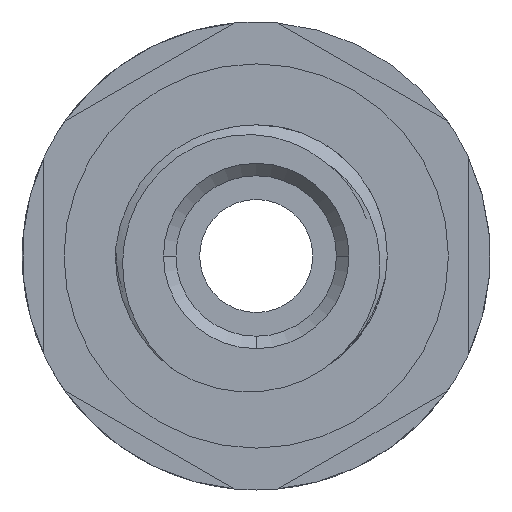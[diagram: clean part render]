
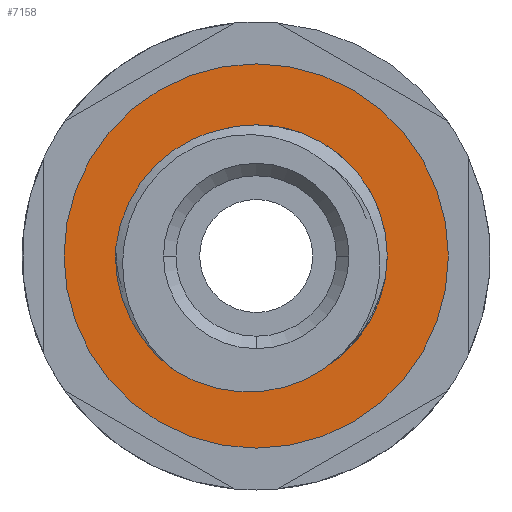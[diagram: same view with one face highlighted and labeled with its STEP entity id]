
A CAD part, front view. The second image highlights one B-rep face of the part: STEP entity #7158.
In plain terms, the highlighted planar face has unit normal (0, -1, 0).
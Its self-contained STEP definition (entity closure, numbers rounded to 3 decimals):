
#520 = CARTESIAN_POINT ( 'NONE',  ( -6.213, 0.2, 0.391 ) ) ;
#606 = CARTESIAN_POINT ( 'NONE',  ( -5.732, 0.2, -2.064 ) ) ;
#791 = CARTESIAN_POINT ( 'NONE',  ( -3.608, 0.2, -4.664 ) ) ;
#883 = ORIENTED_EDGE ( 'NONE', *, *, #2860, .T. ) ;
#1747 = DIRECTION ( 'NONE',  ( 0., 0., 1. ) ) ;
#1845 = CARTESIAN_POINT ( 'NONE',  ( -3.355, 0.2, -4.828 ) ) ;
#1916 = ORIENTED_EDGE ( 'NONE', *, *, #3557, .T. ) ;
#1940 = CARTESIAN_POINT ( 'NONE',  ( -4.945, 0.2, -3.404 ) ) ;
#2026 = VERTEX_POINT ( 'NONE', #4285 ) ;
#2205 = CARTESIAN_POINT ( 'NONE',  ( -5.846, 0.2, -1.776 ) ) ;
#2344 = CARTESIAN_POINT ( 'NONE',  ( -3.527, 0.2, 4.77 ) ) ;
#2578 = FACE_OUTER_BOUND ( 'NONE', #3883, .T. ) ;
#2860 = EDGE_CURVE ( 'NONE', #12836, #3055, #3392, .T. ) ;
#2960 = ORIENTED_EDGE ( 'NONE', *, *, #13911, .T. ) ;
#3055 = VERTEX_POINT ( 'NONE', #6816 ) ;
#3078 = CIRCLE ( 'NONE', #12455, 5.8 ) ;
#3361 = CARTESIAN_POINT ( 'NONE',  ( -6.218, 0.2, -0.246 ) ) ;
#3392 = B_SPLINE_CURVE_WITH_KNOTS ( 'NONE', 3,
 ( #11767, #5022, #3685, #7787, #11420, #7623, #15622, #15888, #11683, #14540, #7438, #17128, #2344, #10270, #13189, #12848 ),
 .UNSPECIFIED., .F., .F.,
 ( 4, 2, 2, 2, 2, 2, 2, 4 ),
 ( 0., 0.125, 0.25, 0.375, 0.5, 0.625, 0.75, 1. ),
 .UNSPECIFIED. ) ;
#3532 = CARTESIAN_POINT ( 'NONE',  ( -6.126, 0.2, -0.868 ) ) ;
#3557 = EDGE_CURVE ( 'NONE', #17239, #11314, #8546, .T. ) ;
#3685 = CARTESIAN_POINT ( 'NONE',  ( -6.114, 0.2, 1.018 ) ) ;
#3764 = CARTESIAN_POINT ( 'NONE',  ( 0., 0.2, 0. ) ) ;
#3883 = EDGE_LOOP ( 'NONE', ( #2960, #7443 ) ) ;
#3942 = DIRECTION ( 'NONE',  ( 0., 1., 0. ) ) ;
#3967 = CARTESIAN_POINT ( 'NONE',  ( 0., 0.2, -5.8 ) ) ;
#4003 = PLANE ( 'NONE',  #12123 ) ;
#4151 = CARTESIAN_POINT ( 'NONE',  ( 0., 0.2, 8.5 ) ) ;
#4285 = CARTESIAN_POINT ( 'NONE',  ( -2.26, 0.2, -5.342 ) ) ;
#4555 = AXIS2_PLACEMENT_3D ( 'NONE', #3764, #3942, #5367 ) ;
#4872 = CARTESIAN_POINT ( 'NONE',  ( -4.328, 0.2, -4.085 ) ) ;
#4916 = VERTEX_POINT ( 'NONE', #7755 ) ;
#5022 = CARTESIAN_POINT ( 'NONE',  ( -6.175, 0.2, 0.708 ) ) ;
#5367 = DIRECTION ( 'NONE',  ( -0.271, 0., 0.963 ) ) ;
#5551 = EDGE_LOOP ( 'NONE', ( #7773, #1916, #9835, #8589, #883 ) ) ;
#5756 = AXIS2_PLACEMENT_3D ( 'NONE', #10909, #9589, #1747 ) ;
#6167 = EDGE_CURVE ( 'NONE', #8096, #4916, #14295, .T. ) ;
#6292 = CARTESIAN_POINT ( 'NONE',  ( -2.547, 0.2, -5.24 ) ) ;
#6750 = DIRECTION ( 'NONE',  ( 0., 1., 0. ) ) ;
#6816 = CARTESIAN_POINT ( 'NONE',  ( -1.573, 0.2, 5.583 ) ) ;
#7000 = AXIS2_PLACEMENT_3D ( 'NONE', #17553, #9539, #8124 ) ;
#7158 = ADVANCED_FACE ( 'NONE', ( #14777, #2578 ), #4003, .T. ) ;
#7282 = CARTESIAN_POINT ( 'NONE',  ( -4.099, 0.2, -4.289 ) ) ;
#7438 = CARTESIAN_POINT ( 'NONE',  ( -4.257, 0.2, 4.209 ) ) ;
#7443 = ORIENTED_EDGE ( 'NONE', *, *, #6167, .T. ) ;
#7623 = CARTESIAN_POINT ( 'NONE',  ( -5.577, 0.2, 2.495 ) ) ;
#7755 = CARTESIAN_POINT ( 'NONE',  ( 0., 0.2, -8.5 ) ) ;
#7773 = ORIENTED_EDGE ( 'NONE', *, *, #10666, .T. ) ;
#7787 = CARTESIAN_POINT ( 'NONE',  ( -5.946, 0.2, 1.623 ) ) ;
#8096 = VERTEX_POINT ( 'NONE', #4151 ) ;
#8124 = DIRECTION ( 'NONE',  ( 0., 0., -1. ) ) ;
#8546 = CIRCLE ( 'NONE', #4555, 5.8 ) ;
#8551 = DIRECTION ( 'NONE',  ( 0., 1., 0. ) ) ;
#8589 = ORIENTED_EDGE ( 'NONE', *, *, #14682, .T. ) ;
#8732 = CARTESIAN_POINT ( 'NONE',  ( 0., 0.2, 0. ) ) ;
#9202 = CARTESIAN_POINT ( 'NONE',  ( 0., 0.2, 5.8 ) ) ;
#9507 = AXIS2_PLACEMENT_3D ( 'NONE', #8732, #8551, #10141 ) ;
#9539 = DIRECTION ( 'NONE',  ( 0., -1., 0. ) ) ;
#9589 = DIRECTION ( 'NONE',  ( 0., -1., 0. ) ) ;
#9676 = DIRECTION ( 'NONE',  ( -0.271, 0., 0.963 ) ) ;
#9835 = ORIENTED_EDGE ( 'NONE', *, *, #15756, .T. ) ;
#10141 = DIRECTION ( 'NONE',  ( -0.271, 0., 0.963 ) ) ;
#10153 = CARTESIAN_POINT ( 'NONE',  ( 0., 0.2, 0. ) ) ;
#10270 = CARTESIAN_POINT ( 'NONE',  ( -2.732, 0.2, 5.233 ) ) ;
#10295 = CARTESIAN_POINT ( 'NONE',  ( -5.46, 0.2, -2.622 ) ) ;
#10432 = B_SPLINE_CURVE_WITH_KNOTS ( 'NONE', 3,
 ( #11539, #6292, #11711, #1845, #791, #7282, #4872, #14117, #1940, #16979, #10295, #606, #2205, #3532, #3361, #520 ),
 .UNSPECIFIED., .F., .F.,
 ( 4, 2, 2, 2, 2, 2, 2, 4 ),
 ( 0., 0.125, 0.25, 0.375, 0.5, 0.625, 0.75, 1. ),
 .UNSPECIFIED. ) ;
#10666 = EDGE_CURVE ( 'NONE', #3055, #17239, #3078, .T. ) ;
#10909 = CARTESIAN_POINT ( 'NONE',  ( 0., 0.2, 0. ) ) ;
#11314 = VERTEX_POINT ( 'NONE', #3967 ) ;
#11420 = CARTESIAN_POINT ( 'NONE',  ( -5.838, 0.2, 1.92 ) ) ;
#11539 = CARTESIAN_POINT ( 'NONE',  ( -2.26, 0.2, -5.342 ) ) ;
#11683 = CARTESIAN_POINT ( 'NONE',  ( -4.897, 0.2, 3.535 ) ) ;
#11711 = CARTESIAN_POINT ( 'NONE',  ( -2.824, 0.2, -5.117 ) ) ;
#11767 = CARTESIAN_POINT ( 'NONE',  ( -6.213, 0.2, 0.391 ) ) ;
#12123 = AXIS2_PLACEMENT_3D ( 'NONE', #16289, #13336, #16205 ) ;
#12455 = AXIS2_PLACEMENT_3D ( 'NONE', #10153, #6750, #9676 ) ;
#12836 = VERTEX_POINT ( 'NONE', #17339 ) ;
#12848 = CARTESIAN_POINT ( 'NONE',  ( -1.573, 0.2, 5.583 ) ) ;
#13189 = CARTESIAN_POINT ( 'NONE',  ( -2.168, 0.2, 5.452 ) ) ;
#13336 = DIRECTION ( 'NONE',  ( 0., -1., 0. ) ) ;
#13911 = EDGE_CURVE ( 'NONE', #4916, #8096, #14074, .T. ) ;
#14041 = CIRCLE ( 'NONE', #9507, 5.8 ) ;
#14074 = CIRCLE ( 'NONE', #7000, 8.5 ) ;
#14117 = CARTESIAN_POINT ( 'NONE',  ( -4.751, 0.2, -3.641 ) ) ;
#14295 = CIRCLE ( 'NONE', #5756, 8.5 ) ;
#14540 = CARTESIAN_POINT ( 'NONE',  ( -4.48, 0.2, 3.997 ) ) ;
#14682 = EDGE_CURVE ( 'NONE', #2026, #12836, #10432, .T. ) ;
#14777 = FACE_BOUND ( 'NONE', #5551, .T. ) ;
#15622 = CARTESIAN_POINT ( 'NONE',  ( -5.427, 0.2, 2.768 ) ) ;
#15756 = EDGE_CURVE ( 'NONE', #11314, #2026, #14041, .T. ) ;
#15888 = CARTESIAN_POINT ( 'NONE',  ( -5.088, 0.2, 3.287 ) ) ;
#16205 = DIRECTION ( 'NONE',  ( 0., 0., -1. ) ) ;
#16289 = CARTESIAN_POINT ( 'NONE',  ( 0., 0.2, 0. ) ) ;
#16979 = CARTESIAN_POINT ( 'NONE',  ( -5.303, 0.2, -2.89 ) ) ;
#17128 = CARTESIAN_POINT ( 'NONE',  ( -3.781, 0.2, 4.595 ) ) ;
#17239 = VERTEX_POINT ( 'NONE', #9202 ) ;
#17339 = CARTESIAN_POINT ( 'NONE',  ( -6.213, 0.2, 0.391 ) ) ;
#17553 = CARTESIAN_POINT ( 'NONE',  ( 0., 0.2, 0. ) ) ;
